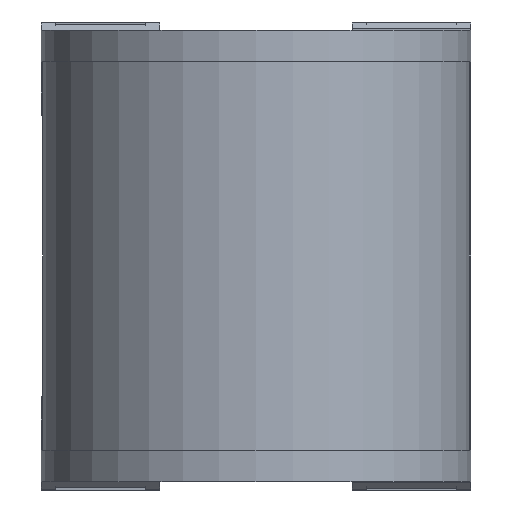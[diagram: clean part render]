
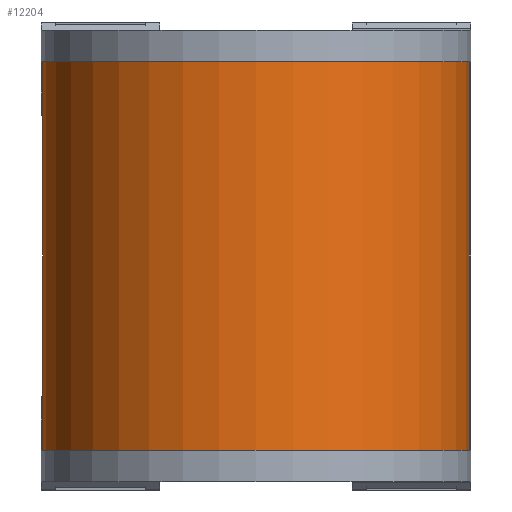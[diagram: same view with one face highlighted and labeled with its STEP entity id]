
A CAD part, left-side view. The second image highlights one B-rep face of the part: STEP entity #12204.
In plain terms, the highlighted cylindrical face has radius 68.5 mm (diameter 137 mm), a partial arc.
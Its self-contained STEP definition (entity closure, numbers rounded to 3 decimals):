
#655=FACE_OUTER_BOUND('',#1273,.T.);
#1273=EDGE_LOOP('',(#8607,#8608,#8609,#8610));
#2064=LINE('',#17564,#3594);
#2065=LINE('',#17566,#3595);
#3594=VECTOR('',#14129,10.);
#3595=VECTOR('',#14132,10.);
#5028=CIRCLE('',#12981,68.5);
#5033=CIRCLE('',#12988,68.5);
#5409=VERTEX_POINT('',#17527);
#5410=VERTEX_POINT('',#17529);
#5417=VERTEX_POINT('',#17550);
#5418=VERTEX_POINT('',#17552);
#6672=EDGE_CURVE('',#5410,#5409,#5028,.T.);
#6685=EDGE_CURVE('',#5418,#5417,#5033,.T.);
#6691=EDGE_CURVE('',#5417,#5410,#2064,.T.);
#6692=EDGE_CURVE('',#5409,#5418,#2065,.T.);
#8607=ORIENTED_EDGE('',*,*,#6692,.T.);
#8608=ORIENTED_EDGE('',*,*,#6685,.T.);
#8609=ORIENTED_EDGE('',*,*,#6691,.T.);
#8610=ORIENTED_EDGE('',*,*,#6672,.T.);
#12033=CYLINDRICAL_SURFACE('',#12994,68.5);
#12204=ADVANCED_FACE('',(#655),#12033,.T.);
#12981=AXIS2_PLACEMENT_3D('',#17530,#14094,#14095);
#12988=AXIS2_PLACEMENT_3D('',#17553,#14116,#14117);
#12994=AXIS2_PLACEMENT_3D('',#17567,#14133,#14134);
#14094=DIRECTION('center_axis',(0.,0.,1.));
#14095=DIRECTION('ref_axis',(0.,1.,0.));
#14116=DIRECTION('center_axis',(0.,0.,-1.));
#14117=DIRECTION('ref_axis',(0.,1.,0.));
#14129=DIRECTION('',(0.,0.,-1.));
#14132=DIRECTION('',(0.,0.,1.));
#14133=DIRECTION('center_axis',(0.,0.,1.));
#14134=DIRECTION('ref_axis',(0.,1.,0.));
#17527=CARTESIAN_POINT('',(-28.,-22.5,-62.5));
#17529=CARTESIAN_POINT('',(-28.,114.5,-62.5));
#17530=CARTESIAN_POINT('Origin',(-28.,46.,-62.5));
#17550=CARTESIAN_POINT('',(-28.,114.5,62.5));
#17552=CARTESIAN_POINT('',(-28.,-22.5,62.5));
#17553=CARTESIAN_POINT('Origin',(-28.,46.,62.5));
#17564=CARTESIAN_POINT('',(-28.,114.5,0.));
#17566=CARTESIAN_POINT('',(-28.,-22.5,0.));
#17567=CARTESIAN_POINT('Origin',(-28.,46.,0.));
